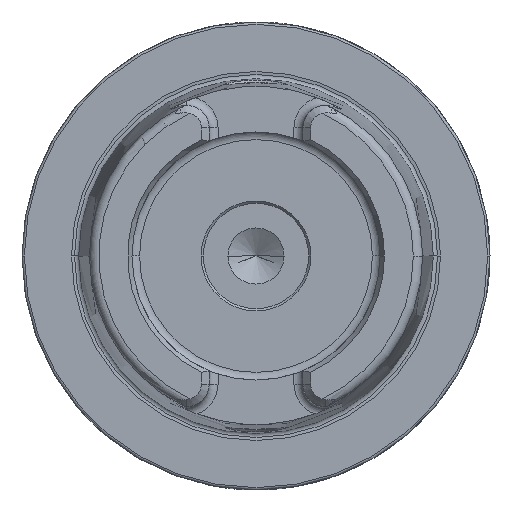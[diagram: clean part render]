
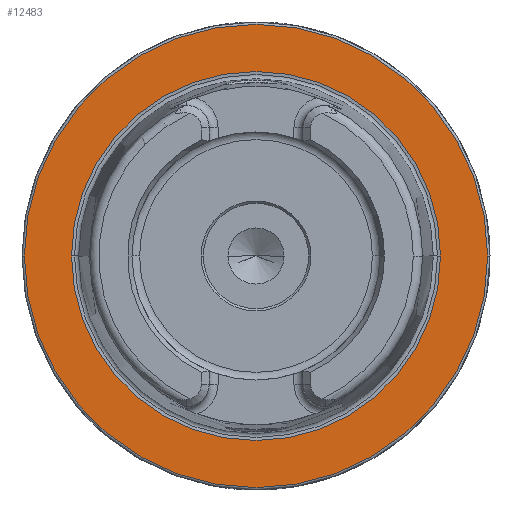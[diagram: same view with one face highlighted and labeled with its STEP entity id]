
A CAD part, left-side view. The second image highlights one B-rep face of the part: STEP entity #12483.
In plain terms, the highlighted planar face has unit normal (-1, 0, 0).
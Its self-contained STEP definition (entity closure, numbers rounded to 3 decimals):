
#183 = CARTESIAN_POINT ( 'NONE',  ( 0., 0., 0. ) ) ;
#184 = DIRECTION ( 'NONE',  ( -1., 0., 0. ) ) ;
#185 = DIRECTION ( 'NONE',  ( 0., -1., 0. ) ) ;
#186 = CARTESIAN_POINT ( 'NONE',  ( 0., 0., 0. ) ) ;
#187 = DIRECTION ( 'NONE',  ( -1., 0., 0. ) ) ;
#188 = DIRECTION ( 'NONE',  ( 0., -1., 0. ) ) ;
#1364 = CARTESIAN_POINT ( 'NONE',  ( 0., 49.5, 0. ) ) ;
#1370 = PLANE ( 'NONE',  #4434 ) ;
#1372 = DIRECTION ( 'NONE',  ( 1., 0., 0. ) ) ;
#1373 = DIRECTION ( 'NONE',  ( 0., 1., 0. ) ) ;
#4240 = CARTESIAN_POINT ( 'NONE',  ( 0., 0., 0. ) ) ;
#4241 = DIRECTION ( 'NONE',  ( -1., 0., 0. ) ) ;
#4242 = DIRECTION ( 'NONE',  ( 0., -1., 0. ) ) ;
#4251 = CARTESIAN_POINT ( 'NONE',  ( 0., 0., 0. ) ) ;
#4252 = DIRECTION ( 'NONE',  ( -1., 0., 0. ) ) ;
#4253 = DIRECTION ( 'NONE',  ( 0., -1., 0. ) ) ;
#4434 = AXIS2_PLACEMENT_3D ( 'NONE', #1364, #1372, #1373 ) ;
#4947 = FACE_OUTER_BOUND ( 'NONE', #11071, .T. ) ;
#4949 = FACE_BOUND ( 'NONE', #9997, .T. ) ;
#5333 = AXIS2_PLACEMENT_3D ( 'NONE', #4240, #4241, #4242 ) ;
#5336 = AXIS2_PLACEMENT_3D ( 'NONE', #4251, #4252, #4253 ) ;
#5606 = VERTEX_POINT ( 'NONE', #12281 ) ;
#5618 = VERTEX_POINT ( 'NONE', #12293 ) ;
#6364 = AXIS2_PLACEMENT_3D ( 'NONE', #183, #184, #185 ) ;
#6365 = AXIS2_PLACEMENT_3D ( 'NONE', #186, #187, #188 ) ;
#6964 = CIRCLE ( 'NONE', #6364, 49.5 ) ;
#6965 = CIRCLE ( 'NONE', #6365, 39.414 ) ;
#7467 = EDGE_CURVE ( 'NONE', #9056, #9054, #10566, .T. ) ;
#7471 = EDGE_CURVE ( 'NONE', #5606, #5618, #10580, .T. ) ;
#8416 = EDGE_CURVE ( 'NONE', #5618, #5606, #6964, .T. ) ;
#8417 = EDGE_CURVE ( 'NONE', #9054, #9056, #6965, .T. ) ;
#9054 = VERTEX_POINT ( 'NONE', #11094 ) ;
#9056 = VERTEX_POINT ( 'NONE', #11098 ) ;
#9997 = EDGE_LOOP ( 'NONE', ( #10483, #10485 ) ) ;
#10483 = ORIENTED_EDGE ( 'NONE', *, *, #8417, .F. ) ;
#10485 = ORIENTED_EDGE ( 'NONE', *, *, #7467, .F. ) ;
#10487 = ORIENTED_EDGE ( 'NONE', *, *, #7471, .T. ) ;
#10489 = ORIENTED_EDGE ( 'NONE', *, *, #8416, .T. ) ;
#10566 = CIRCLE ( 'NONE', #5333, 39.414 ) ;
#10580 = CIRCLE ( 'NONE', #5336, 49.5 ) ;
#11071 = EDGE_LOOP ( 'NONE', ( #10487, #10489 ) ) ;
#11094 = CARTESIAN_POINT ( 'NONE',  ( 0., -39.414, 0. ) ) ;
#11098 = CARTESIAN_POINT ( 'NONE',  ( 0., 39.414, 0. ) ) ;
#12281 = CARTESIAN_POINT ( 'NONE',  ( 0., -49.5, 0. ) ) ;
#12293 = CARTESIAN_POINT ( 'NONE',  ( 0., 49.5, 0. ) ) ;
#12483 = ADVANCED_FACE ( 'NONE', ( #4949, #4947 ), #1370, .F. ) ;
